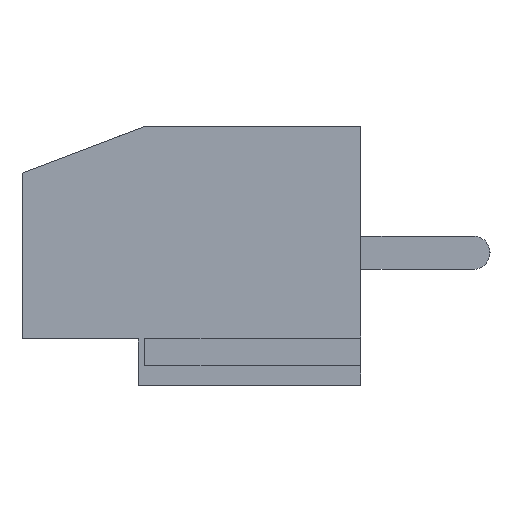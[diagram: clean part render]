
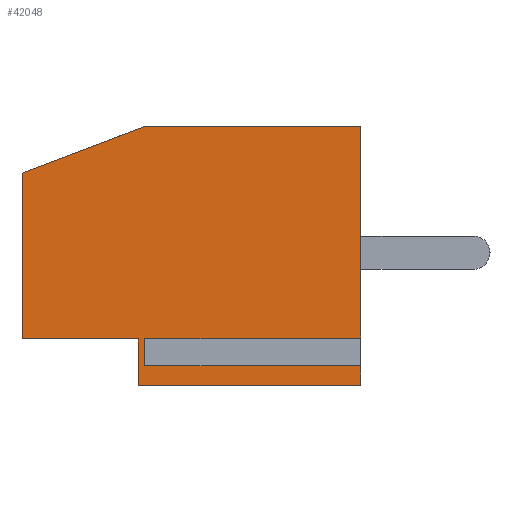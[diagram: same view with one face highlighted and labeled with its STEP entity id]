
A CAD part, left-side view. The second image highlights one B-rep face of the part: STEP entity #42048.
In plain terms, the highlighted planar face has unit normal (-1, 0, 0).
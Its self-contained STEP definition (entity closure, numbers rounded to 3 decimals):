
#93 = ORIENTED_EDGE ( 'NONE', *, *, #44930, .T. ) ;
#318 = LINE ( 'NONE', #3441, #15420 ) ;
#699 = EDGE_CURVE ( 'NONE', #30313, #44639, #40444, .T. ) ;
#2369 = ORIENTED_EDGE ( 'NONE', *, *, #26724, .T. ) ;
#2869 = CARTESIAN_POINT ( 'NONE',  ( 0., 10.2, 7.8 ) ) ;
#3441 = CARTESIAN_POINT ( 'NONE',  ( 0., 6.7, 1.4 ) ) ;
#4471 = EDGE_CURVE ( 'NONE', #44639, #21662, #35815, .T. ) ;
#4796 = CARTESIAN_POINT ( 'NONE',  ( 0., 0., 1.218 ) ) ;
#5093 = EDGE_CURVE ( 'NONE', #12374, #47628, #7753, .T. ) ;
#5244 = CARTESIAN_POINT ( 'NONE',  ( 0., 10.2, 1.4 ) ) ;
#5414 = VECTOR ( 'NONE', #33153, 1000. ) ;
#5972 = ORIENTED_EDGE ( 'NONE', *, *, #4471, .F. ) ;
#6066 = CARTESIAN_POINT ( 'NONE',  ( 0., 10.2, 7.8 ) ) ;
#6737 = LINE ( 'NONE', #40629, #5414 ) ;
#7173 = VECTOR ( 'NONE', #36591, 1000. ) ;
#7479 = DIRECTION ( 'NONE',  ( 0., -0.935, 0.354 ) ) ;
#7727 = LINE ( 'NONE', #11307, #7173 ) ;
#7753 = LINE ( 'NONE', #40922, #31323 ) ;
#9661 = DIRECTION ( 'NONE',  ( 0., 0., 1. ) ) ;
#10233 = DIRECTION ( 'NONE',  ( 0., 0., 1. ) ) ;
#11157 = LINE ( 'NONE', #40285, #35161 ) ;
#11307 = CARTESIAN_POINT ( 'NONE',  ( 0., 10.2, 1.4 ) ) ;
#12374 = VERTEX_POINT ( 'NONE', #31016 ) ;
#12894 = VECTOR ( 'NONE', #25269, 1000. ) ;
#12940 = VECTOR ( 'NONE', #10233, 1000. ) ;
#13956 = CARTESIAN_POINT ( 'NONE',  ( 0., 10.2, 6.4 ) ) ;
#15273 = CARTESIAN_POINT ( 'NONE',  ( 0., 0., 0.782 ) ) ;
#15420 = VECTOR ( 'NONE', #41422, 1000. ) ;
#15637 = VECTOR ( 'NONE', #26872, 1000. ) ;
#15718 = VERTEX_POINT ( 'NONE', #27667 ) ;
#16331 = VECTOR ( 'NONE', #33638, 1000. ) ;
#16896 = EDGE_CURVE ( 'NONE', #15718, #32749, #318, .T. ) ;
#18139 = ORIENTED_EDGE ( 'NONE', *, *, #5093, .T. ) ;
#18815 = EDGE_CURVE ( 'NONE', #33687, #29587, #34534, .T. ) ;
#19098 = EDGE_CURVE ( 'NONE', #44113, #15718, #7727, .T. ) ;
#19323 = ORIENTED_EDGE ( 'NONE', *, *, #18815, .F. ) ;
#20704 = CARTESIAN_POINT ( 'NONE',  ( 0., 6.7, 0. ) ) ;
#20792 = LINE ( 'NONE', #35957, #12940 ) ;
#21662 = VERTEX_POINT ( 'NONE', #33125 ) ;
#21959 = DIRECTION ( 'NONE',  ( 0., -1., 0. ) ) ;
#25129 = EDGE_LOOP ( 'NONE', ( #19323, #25938, #18139, #28623, #5972, #42685, #45838, #28775, #35348, #2369, #93 ) ) ;
#25142 = VECTOR ( 'NONE', #9661, 1000. ) ;
#25269 = DIRECTION ( 'NONE',  ( 0., 0., 1. ) ) ;
#25500 = LINE ( 'NONE', #44107, #12894 ) ;
#25938 = ORIENTED_EDGE ( 'NONE', *, *, #35623, .T. ) ;
#26724 = EDGE_CURVE ( 'NONE', #32749, #38225, #11157, .T. ) ;
#26872 = DIRECTION ( 'NONE',  ( 0., -1., 0. ) ) ;
#27667 = CARTESIAN_POINT ( 'NONE',  ( 0., 6.7, 1.4 ) ) ;
#27952 = EDGE_CURVE ( 'NONE', #44113, #30313, #31049, .T. ) ;
#28159 = PLANE ( 'NONE',  #38162 ) ;
#28623 = ORIENTED_EDGE ( 'NONE', *, *, #42956, .T. ) ;
#28673 = CARTESIAN_POINT ( 'NONE',  ( 0., 10.2, 6.4 ) ) ;
#28775 = ORIENTED_EDGE ( 'NONE', *, *, #19098, .T. ) ;
#29257 = CARTESIAN_POINT ( 'NONE',  ( 0., 6.5, 7.8 ) ) ;
#29587 = VERTEX_POINT ( 'NONE', #15273 ) ;
#30313 = VERTEX_POINT ( 'NONE', #13956 ) ;
#30649 = CARTESIAN_POINT ( 'NONE',  ( 0., 6.5, 0.782 ) ) ;
#31016 = CARTESIAN_POINT ( 'NONE',  ( 0., 6.5, 1.218 ) ) ;
#31049 = LINE ( 'NONE', #6066, #25142 ) ;
#31323 = VECTOR ( 'NONE', #44376, 1000. ) ;
#32418 = CARTESIAN_POINT ( 'NONE',  ( 0., 0., 0. ) ) ;
#32749 = VERTEX_POINT ( 'NONE', #20704 ) ;
#33125 = CARTESIAN_POINT ( 'NONE',  ( 0., 0., 7.8 ) ) ;
#33153 = DIRECTION ( 'NONE',  ( 0., 0., 1. ) ) ;
#33638 = DIRECTION ( 'NONE',  ( 0., -1., 0. ) ) ;
#33687 = VERTEX_POINT ( 'NONE', #37743 ) ;
#34534 = LINE ( 'NONE', #30649, #15637 ) ;
#34818 = VECTOR ( 'NONE', #7479, 1000. ) ;
#34898 = DIRECTION ( 'NONE',  ( 1., 0., 0. ) ) ;
#35161 = VECTOR ( 'NONE', #21959, 1000. ) ;
#35348 = ORIENTED_EDGE ( 'NONE', *, *, #16896, .T. ) ;
#35623 = EDGE_CURVE ( 'NONE', #33687, #12374, #20792, .T. ) ;
#35815 = LINE ( 'NONE', #2869, #16331 ) ;
#35957 = CARTESIAN_POINT ( 'NONE',  ( 0., 6.5, 0.782 ) ) ;
#36591 = DIRECTION ( 'NONE',  ( 0., -1., 0. ) ) ;
#37743 = CARTESIAN_POINT ( 'NONE',  ( 0., 6.5, 0.782 ) ) ;
#38162 = AXIS2_PLACEMENT_3D ( 'NONE', #42619, #34898, #45962 ) ;
#38225 = VERTEX_POINT ( 'NONE', #32418 ) ;
#40285 = CARTESIAN_POINT ( 'NONE',  ( 0., 10.2, 0. ) ) ;
#40444 = LINE ( 'NONE', #28673, #34818 ) ;
#40629 = CARTESIAN_POINT ( 'NONE',  ( 0., 0., 7.8 ) ) ;
#40922 = CARTESIAN_POINT ( 'NONE',  ( 0., 6.5, 1.218 ) ) ;
#41422 = DIRECTION ( 'NONE',  ( 0., 0., -1. ) ) ;
#42048 = ADVANCED_FACE ( 'NONE', ( #46447 ), #28159, .F. ) ;
#42619 = CARTESIAN_POINT ( 'NONE',  ( 0., 10.2, 7.8 ) ) ;
#42685 = ORIENTED_EDGE ( 'NONE', *, *, #699, .F. ) ;
#42956 = EDGE_CURVE ( 'NONE', #47628, #21662, #25500, .T. ) ;
#44107 = CARTESIAN_POINT ( 'NONE',  ( 0., 0., 7.8 ) ) ;
#44113 = VERTEX_POINT ( 'NONE', #5244 ) ;
#44376 = DIRECTION ( 'NONE',  ( 0., -1., 0. ) ) ;
#44639 = VERTEX_POINT ( 'NONE', #29257 ) ;
#44930 = EDGE_CURVE ( 'NONE', #38225, #29587, #6737, .T. ) ;
#45838 = ORIENTED_EDGE ( 'NONE', *, *, #27952, .F. ) ;
#45962 = DIRECTION ( 'NONE',  ( 0., 0., -1. ) ) ;
#46447 = FACE_OUTER_BOUND ( 'NONE', #25129, .T. ) ;
#47628 = VERTEX_POINT ( 'NONE', #4796 ) ;
